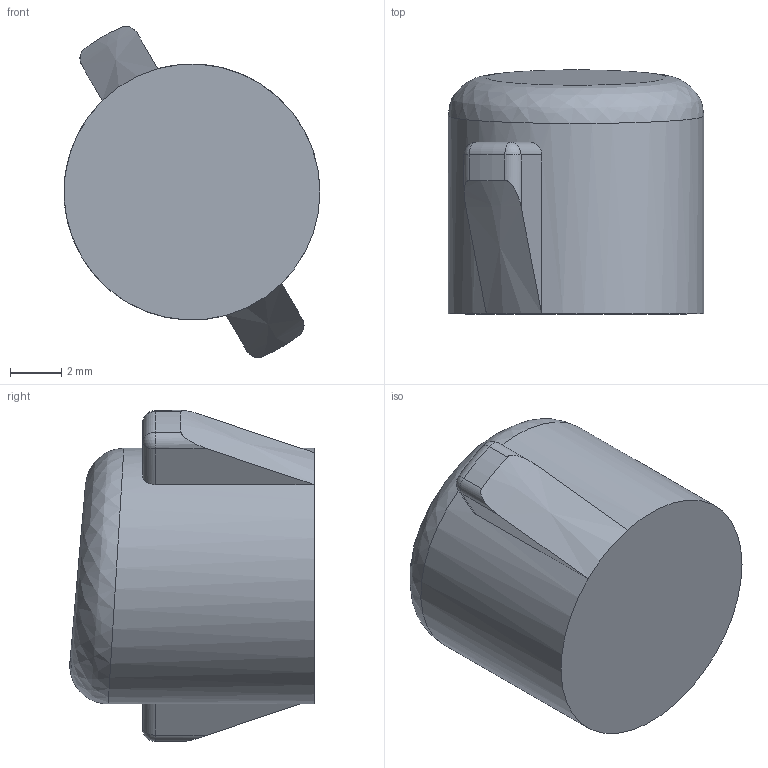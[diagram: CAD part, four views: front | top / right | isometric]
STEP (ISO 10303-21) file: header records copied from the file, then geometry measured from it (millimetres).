
FILE_DESCRIPTION(/* description */ (''),/* implementation_level */ '2;1');
FILE_NAME(/* name */ 'ButtonPower.step',/* time_stamp */ '2023-09-03T17:51:10+02:00',/* author */ (''),/* organization */ (''),/* preprocessor_version */ 'ST-DEVELOPER v20',/* originating_system */ 'Autodesk Translation Framework v12.9.0.99',/* authorisation */ '');
FILE_SCHEMA (('AUTOMOTIVE_DESIGN { 1 0 10303 214 3 1 1 }'));
Length unit declared in the file: millimetre
Products named in the file (1): Button
Bounding box: 10 x 9.54 x 12.93 mm (x, y, z)
Volume: 751.2 mm3; surface area: 467.1 mm2
Topology: 1 solids, 1 shells, 28 faces, 62 edges, 36 vertices
Faces by surface type: cylinder 11, plane 8, sphere 4, bspline 3, torus 2
Full cylindrical faces by diameter (mm): 10 x1
Entity records: 946 total; most frequent: CARTESIAN_POINT 308, DIRECTION 131, ORIENTED_EDGE 124, EDGE_CURVE 62, AXIS2_PLACEMENT_3D 55, VERTEX_POINT 36, FACE_OUTER_BOUND 28, EDGE_LOOP 28
